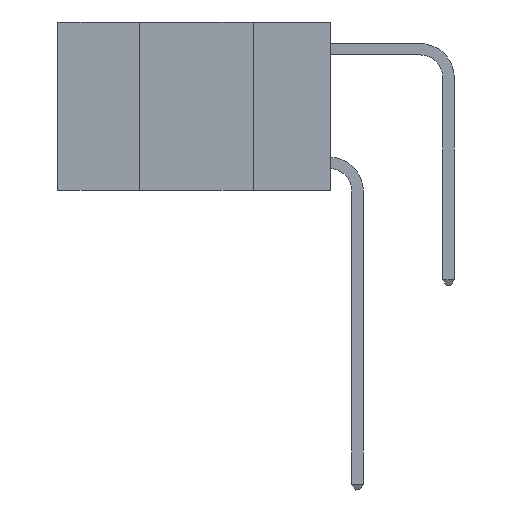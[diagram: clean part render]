
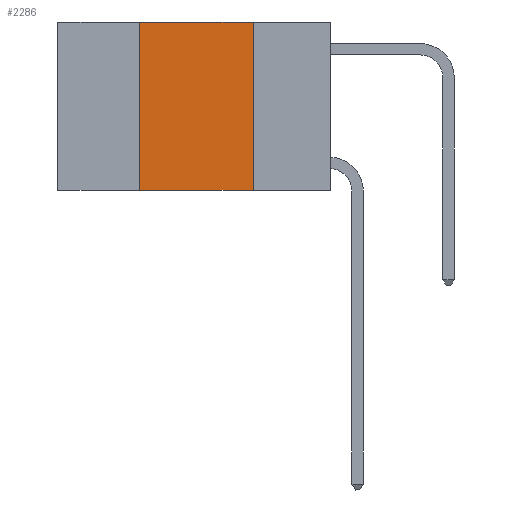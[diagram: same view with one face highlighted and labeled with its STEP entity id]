
A CAD part, left-side view. The second image highlights one B-rep face of the part: STEP entity #2286.
In plain terms, the highlighted planar face has unit normal (-1, 0, 0).
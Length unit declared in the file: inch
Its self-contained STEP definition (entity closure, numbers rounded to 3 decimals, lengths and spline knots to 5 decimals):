
#90 = FACE_OUTER_BOUND ( 'NONE', #4506, .T. ) ;
#910 = CARTESIAN_POINT ( 'NONE',  ( 0., 0.17, -0.37 ) ) ;
#2286 = ADVANCED_FACE ( 'NONE', ( #90 ), #15289, .F. ) ;
#2535 = AXIS2_PLACEMENT_3D ( 'NONE', #9693, #7075, #2971 ) ;
#2971 = DIRECTION ( 'NONE',  ( 0., 0., -1. ) ) ;
#3479 = CARTESIAN_POINT ( 'NONE',  ( 0., 0.42, 0. ) ) ;
#3529 = EDGE_CURVE ( 'NONE', #16824, #13139, #17398, .T. ) ;
#3604 = ORIENTED_EDGE ( 'NONE', *, *, #17476, .F. ) ;
#3848 = CARTESIAN_POINT ( 'NONE',  ( 0., 0.6, -0.37 ) ) ;
#4153 = VECTOR ( 'NONE', #14459, 39.37008 ) ;
#4506 = EDGE_LOOP ( 'NONE', ( #5451, #3604, #10611, #13851 ) ) ;
#5116 = DIRECTION ( 'NONE',  ( 0., -1., 0. ) ) ;
#5451 = ORIENTED_EDGE ( 'NONE', *, *, #7278, .F. ) ;
#6082 = CARTESIAN_POINT ( 'NONE',  ( 0., 0.17, 0. ) ) ;
#6491 = VECTOR ( 'NONE', #5116, 39.37008 ) ;
#6842 = VERTEX_POINT ( 'NONE', #6082 ) ;
#6942 = DIRECTION ( 'NONE',  ( 0., -1., 0. ) ) ;
#7075 = DIRECTION ( 'NONE',  ( 1., 0., 0. ) ) ;
#7278 = EDGE_CURVE ( 'NONE', #6842, #10816, #13187, .T. ) ;
#7371 = EDGE_CURVE ( 'NONE', #16824, #10816, #10581, .T. ) ;
#8108 = VECTOR ( 'NONE', #6942, 39.37008 ) ;
#8972 = CARTESIAN_POINT ( 'NONE',  ( 0., 0.17, 0. ) ) ;
#9391 = LINE ( 'NONE', #13798, #8108 ) ;
#9693 = CARTESIAN_POINT ( 'NONE',  ( 0., 0.6, 0. ) ) ;
#9715 = CARTESIAN_POINT ( 'NONE',  ( 0., 0.42, -0.37 ) ) ;
#10546 = DIRECTION ( 'NONE',  ( 0., 0., 1. ) ) ;
#10581 = LINE ( 'NONE', #3848, #6491 ) ;
#10611 = ORIENTED_EDGE ( 'NONE', *, *, #3529, .F. ) ;
#10816 = VERTEX_POINT ( 'NONE', #910 ) ;
#12768 = VECTOR ( 'NONE', #10546, 39.37008 ) ;
#13139 = VERTEX_POINT ( 'NONE', #3479 ) ;
#13187 = LINE ( 'NONE', #8972, #4153 ) ;
#13798 = CARTESIAN_POINT ( 'NONE',  ( 0., 0.6, 0. ) ) ;
#13851 = ORIENTED_EDGE ( 'NONE', *, *, #7371, .T. ) ;
#14459 = DIRECTION ( 'NONE',  ( 0., 0., -1. ) ) ;
#14768 = CARTESIAN_POINT ( 'NONE',  ( 0., 0.42, 0. ) ) ;
#15289 = PLANE ( 'NONE',  #2535 ) ;
#16824 = VERTEX_POINT ( 'NONE', #9715 ) ;
#17398 = LINE ( 'NONE', #14768, #12768 ) ;
#17476 = EDGE_CURVE ( 'NONE', #13139, #6842, #9391, .T. ) ;
